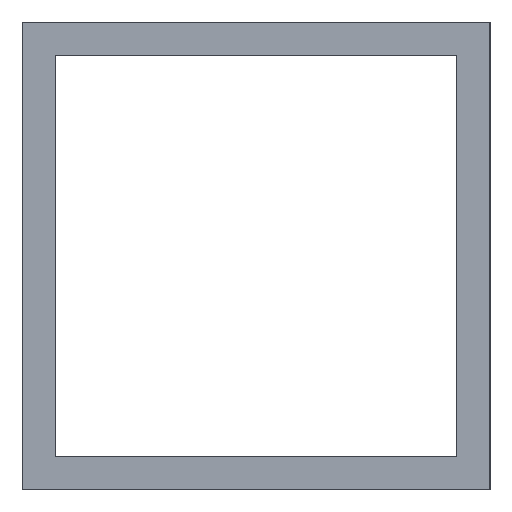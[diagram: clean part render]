
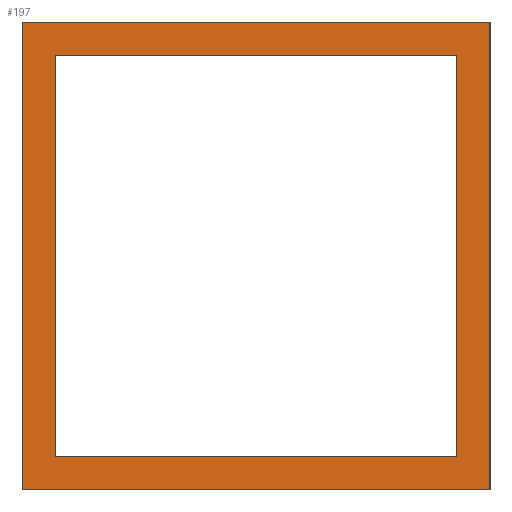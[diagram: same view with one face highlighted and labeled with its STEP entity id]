
A CAD part, left-side view. The second image highlights one B-rep face of the part: STEP entity #197.
In plain terms, the highlighted planar face has unit normal (-1, 0, 0).
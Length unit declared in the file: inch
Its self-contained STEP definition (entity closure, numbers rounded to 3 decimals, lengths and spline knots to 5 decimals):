
#14=FACE_BOUND('',#29,.T.);
#18=FACE_OUTER_BOUND('',#28,.T.);
#28=EDGE_LOOP('',(#134,#135,#136,#137));
#29=EDGE_LOOP('',(#138,#139,#140,#141));
#38=LINE('',#285,#62);
#43=LINE('',#295,#67);
#45=LINE('',#299,#69);
#46=LINE('',#300,#70);
#47=LINE('',#303,#71);
#48=LINE('',#305,#72);
#49=LINE('',#307,#73);
#50=LINE('',#308,#74);
#62=VECTOR('',#239,39.37008);
#67=VECTOR('',#246,39.37008);
#69=VECTOR('',#250,39.37008);
#70=VECTOR('',#251,39.37008);
#71=VECTOR('',#252,39.37008);
#72=VECTOR('',#253,39.37008);
#73=VECTOR('',#254,39.37008);
#74=VECTOR('',#255,39.37008);
#86=VERTEX_POINT('',#283);
#87=VERTEX_POINT('',#284);
#90=VERTEX_POINT('',#292);
#92=VERTEX_POINT('',#298);
#93=VERTEX_POINT('',#301);
#94=VERTEX_POINT('',#302);
#95=VERTEX_POINT('',#304);
#96=VERTEX_POINT('',#306);
#102=EDGE_CURVE('',#86,#87,#38,.T.);
#107=EDGE_CURVE('',#87,#90,#43,.T.);
#109=EDGE_CURVE('',#92,#90,#45,.T.);
#110=EDGE_CURVE('',#86,#92,#46,.T.);
#111=EDGE_CURVE('',#93,#94,#47,.T.);
#112=EDGE_CURVE('',#95,#93,#48,.T.);
#113=EDGE_CURVE('',#96,#95,#49,.T.);
#114=EDGE_CURVE('',#94,#96,#50,.T.);
#134=ORIENTED_EDGE('',*,*,#109,.F.);
#135=ORIENTED_EDGE('',*,*,#110,.F.);
#136=ORIENTED_EDGE('',*,*,#102,.T.);
#137=ORIENTED_EDGE('',*,*,#107,.T.);
#138=ORIENTED_EDGE('',*,*,#111,.F.);
#139=ORIENTED_EDGE('',*,*,#112,.F.);
#140=ORIENTED_EDGE('',*,*,#113,.F.);
#141=ORIENTED_EDGE('',*,*,#114,.F.);
#176=PLANE('',#227);
#197=ADVANCED_FACE('',(#18,#14),#176,.F.);
#227=AXIS2_PLACEMENT_3D('',#297,#248,#249);
#239=DIRECTION('',(0.,0.,-1.));
#246=DIRECTION('',(0.,-1.,0.));
#248=DIRECTION('center_axis',(1.,0.,0.));
#249=DIRECTION('ref_axis',(0.,0.,-1.));
#250=DIRECTION('',(0.,0.,-1.));
#251=DIRECTION('',(0.,-1.,0.));
#252=DIRECTION('',(0.,0.,-1.));
#253=DIRECTION('',(0.,1.,0.));
#254=DIRECTION('',(0.,0.,1.));
#255=DIRECTION('',(0.,-1.,0.));
#283=CARTESIAN_POINT('',(-27.75,0.,1.75));
#284=CARTESIAN_POINT('',(-27.75,0.,0.));
#285=CARTESIAN_POINT('',(-27.75,0.,1.75));
#292=CARTESIAN_POINT('',(-27.75,-1.75,0.));
#295=CARTESIAN_POINT('',(-27.75,-0.875,0.));
#297=CARTESIAN_POINT('Origin',(-27.75,-0.875,1.75));
#298=CARTESIAN_POINT('',(-27.75,-1.75,1.75));
#299=CARTESIAN_POINT('',(-27.75,-1.75,1.75));
#300=CARTESIAN_POINT('',(-27.75,-0.875,1.75));
#301=CARTESIAN_POINT('',(-27.75,-0.125,1.625));
#302=CARTESIAN_POINT('',(-27.75,-0.125,0.125));
#303=CARTESIAN_POINT('',(-27.75,-0.125,1.75));
#304=CARTESIAN_POINT('',(-27.75,-1.625,1.625));
#305=CARTESIAN_POINT('',(-27.75,-0.875,1.625));
#306=CARTESIAN_POINT('',(-27.75,-1.625,0.125));
#307=CARTESIAN_POINT('',(-27.75,-1.625,1.75));
#308=CARTESIAN_POINT('',(-27.75,-0.875,0.125));
